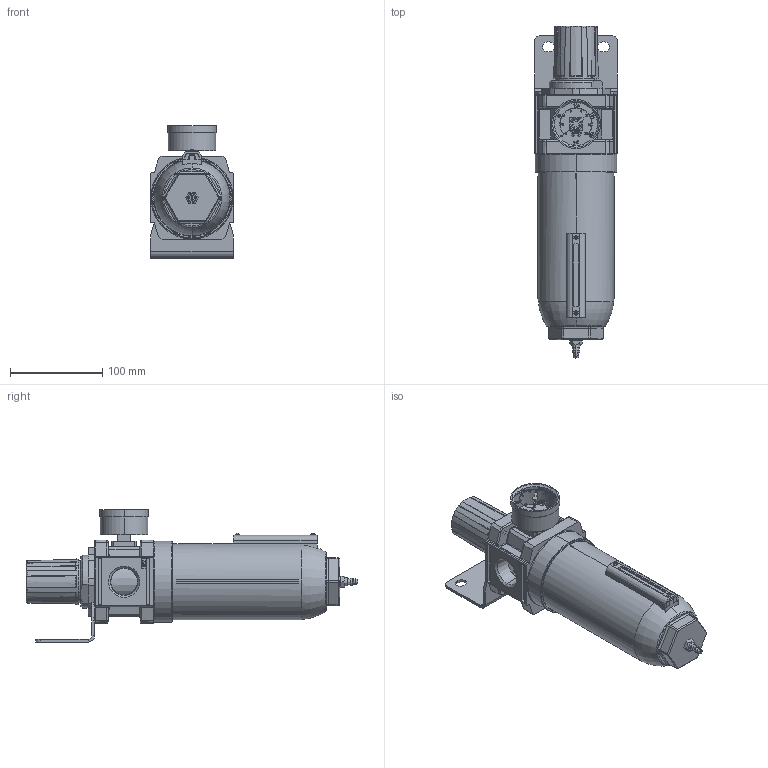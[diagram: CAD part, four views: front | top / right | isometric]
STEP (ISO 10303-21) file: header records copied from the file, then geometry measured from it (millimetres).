
FILE_DESCRIPTION (( 'STEP AP214' ), '1' );
FILE_NAME ('FR92.STEP', '2021-11-23T03:35:20', ( 'User' ), ( '' ), 'SwSTEP 2.0', 'SolidWorks 2014', '' );
FILE_SCHEMA (( 'AUTOMOTIVE_DESIGN' ));
Length unit declared in the file: millimetre
Products named in the file (33): F9018; 十字圓頭螺絲; F7029; 70液面計; 20141103-F9102A-02; 排水閥; F2117-1; 埋入式轉接裝飾錶蓋; W90調壓閥本體-崁入式壓力錶-拔模; 2-埋入式壓力錶; _U60; R5004; R9002; 進氣閥軸心; FR92; R9018
Assembly tree (19 placements, depth 2):
  F9018
  F7029
  70液面計
  20141103-F9102A-02
  排水閥
Bounding box: 90 x 360.21 x 143.5 mm (x, y, z)
Volume: 817125.7 mm3; surface area: 292535.1 mm2
Topology: 16 solids, 16 shells, 3625 faces, 9260 edges, 5807 vertices
Faces by surface type: plane 1989, cylinder 652, bspline 563, cone 212, torus 175, sphere 34
Entity records: 139370 total; most frequent: CARTESIAN_POINT 54765, ORIENTED_EDGE 18132, DIRECTION 14667, EDGE_CURVE 9066, VERTEX_POINT 5711, VECTOR 5043, LINE 5043, AXIS2_PLACEMENT_3D 4812
